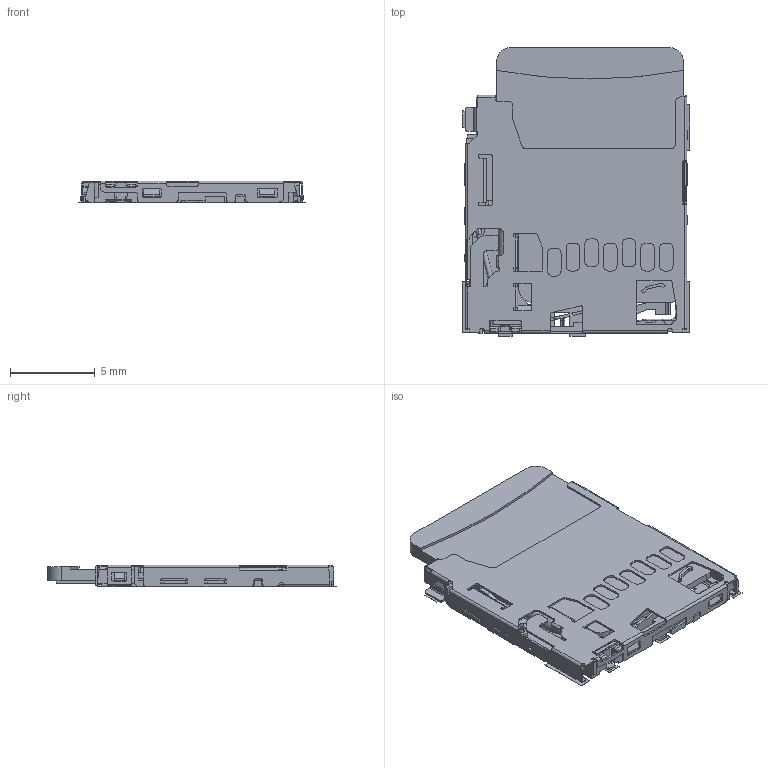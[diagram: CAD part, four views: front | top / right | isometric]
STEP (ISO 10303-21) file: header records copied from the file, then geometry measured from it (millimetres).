
FILE_DESCRIPTION (( 'STEP AP203' ), '1' );
FILE_NAME ('080-0051-000_3.step_Default_sldprt.STEP', '2020-11-13T20:10:44', ( '' ), ( '' ), 'SwSTEP 2.0', 'SolidWorks 2019', '' );
FILE_SCHEMA (( 'CONFIG_CONTROL_DESIGN' ));
Length unit declared in the file: inch
Products named in the file (1): 080-0051-000_3.step_Default_sldprt
Bounding box: 13.4 x 17 x 1.28 mm (x, y, z)
Volume: 184 mm3; surface area: 963.9 mm2
Topology: 1 solids, 1 shells, 1506 faces, 4426 edges, 2896 vertices
Faces by surface type: plane 1144, cylinder 331, cone 18, torus 9, sphere 4
Entity records: 49816 total; most frequent: CARTESIAN_POINT 8941, ORIENTED_EDGE 8844, DIRECTION 8131, EDGE_CURVE 4422, LINE 3661, VECTOR 3661, VERTEX_POINT 2896, AXIS2_PLACEMENT_3D 2235
